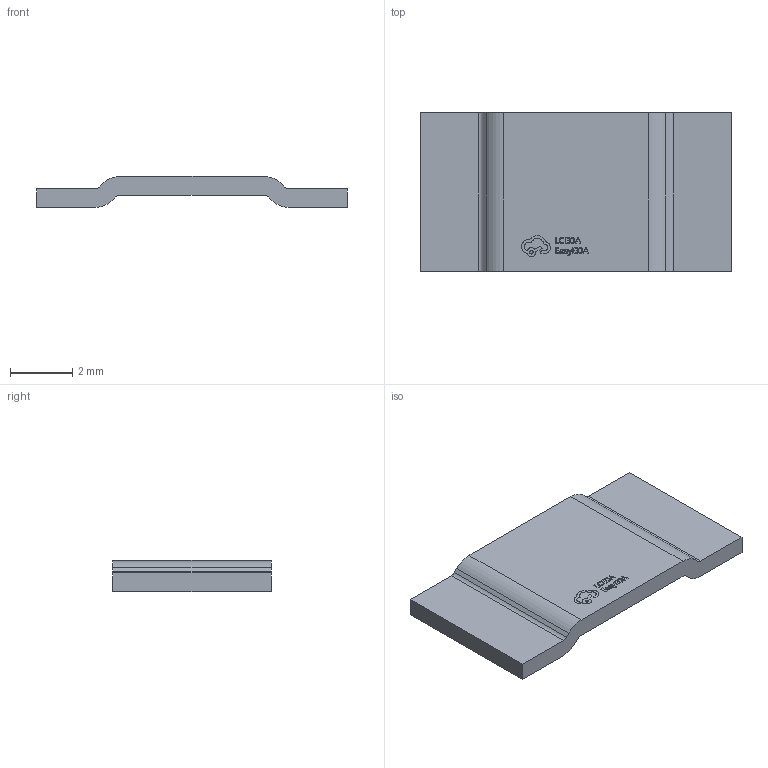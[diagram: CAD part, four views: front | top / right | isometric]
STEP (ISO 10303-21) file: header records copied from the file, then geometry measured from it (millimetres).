
FILE_DESCRIPTION (( 'STEP AP214' ), '1' );
FILE_NAME ('RES-SMD_L10.0-W5.1-H1.5.step', '2022-07-28T08:56:17', ( '' ), ( '' ), 'SwSTEP 2.0', 'SolidWorks 2020', '' );
FILE_SCHEMA (( 'AUTOMOTIVE_DESIGN' ));
Length unit declared in the file: millimetre
Products named in the file (1): RES-SMD_L10.0-W5.1-H1.5
Bounding box: 10 x 5.1 x 1 mm (x, y, z)
Volume: 31.4 mm3; surface area: 122.9 mm2
Topology: 1 solids, 1 shells, 246 faces, 675 edges, 450 vertices
Faces by surface type: plane 140, bspline 98, cylinder 8
Entity records: 11007 total; most frequent: CARTESIAN_POINT 2678, ORIENTED_EDGE 1350, DIRECTION 789, EDGE_CURVE 675, LINE 459, VECTOR 459, VERTEX_POINT 450, EDGE_LOOP 265
